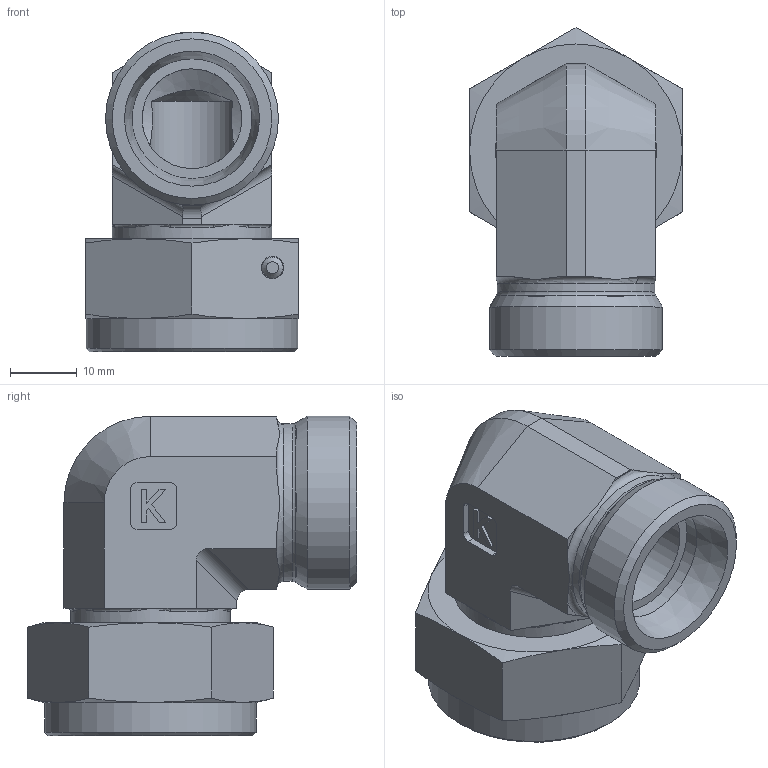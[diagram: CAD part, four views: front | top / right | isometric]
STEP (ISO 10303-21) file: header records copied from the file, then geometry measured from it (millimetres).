
FILE_DESCRIPTION((''),'2;1');
FILE_NAME('3565182618.stp','2014-09-11T09:11:45',(''),('KNOMI spol. s r. o.'),'Autodesk Inventor 2012','Autodesk Inventor 2012','');
FILE_SCHEMA(('AUTOMOTIVE_DESIGN { 1 2 10303 214 0 1 1 1 }'));
Length unit declared in the file: millimetre
Products named in the file (5): LSSO2 18L M26/M26 v.z "O" kr; 3575 18 2618; 395 1826; 9903226; 60715020
Assembly tree (4 placements, depth 2):
  LSSO2 18L M26/M26 v.z "O" kr
    3575 18 2618
    395 1826
    9903226
    60715020
Bounding box: 32 x 49.48 x 48.05 mm (x, y, z)
Volume: 25261.3 mm3; surface area: 13822.6 mm2
Topology: 4 solids, 4 shells, 151 faces, 355 edges, 213 vertices
Faces by surface type: plane 75, cone 27, cylinder 20, torus 16, bspline 13
Full cylindrical faces by diameter (mm): 3.2 x1, 3.4 x1, 13 x1, 15 x1, 18 x1, 23.7 x1, 24 x2, 24.25 x1, 24.376 x1, 26 x1, 31.8 x1
Entity records: 4743 total; most frequent: CARTESIAN_POINT 1319, DIRECTION 650, ORIENTED_EDGE 600, EDGE_CURVE 300, AXIS2_PLACEMENT_3D 259, EDGE_LOOP 204, VERTEX_POINT 202, STYLED_ITEM 155
